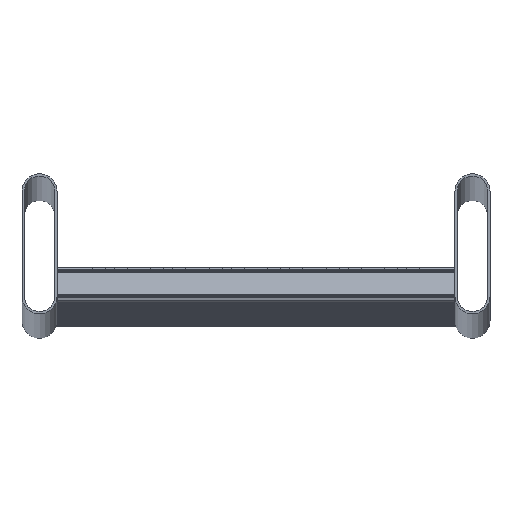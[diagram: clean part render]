
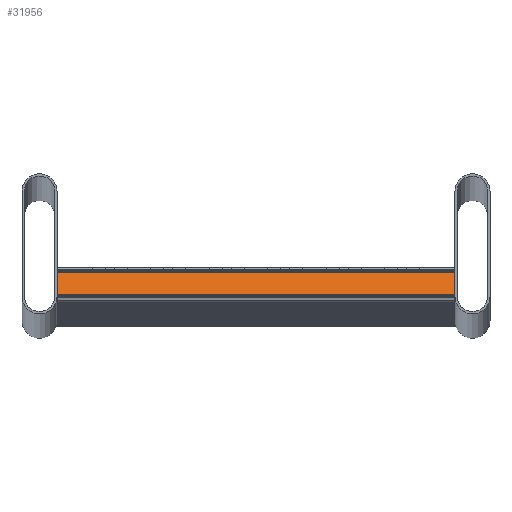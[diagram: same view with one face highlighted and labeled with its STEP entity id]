
A CAD part, top view. The second image highlights one B-rep face of the part: STEP entity #31956.
In plain terms, the highlighted planar face has unit normal (0, 0.314, 0.949).
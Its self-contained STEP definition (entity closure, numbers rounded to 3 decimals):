
#788 = LINE ( 'NONE', #39389, #34772 ) ;
#1706 = CARTESIAN_POINT ( 'NONE',  ( 85., -11.715, 2886.067 ) ) ;
#4199 = CARTESIAN_POINT ( 'NONE',  ( -85., -21.715, 2889.374 ) ) ;
#4745 = LINE ( 'NONE', #35008, #49110 ) ;
#5942 = CARTESIAN_POINT ( 'NONE',  ( 85., -11.715, 2886.067 ) ) ;
#6875 = PLANE ( 'NONE',  #34905 ) ;
#8175 = EDGE_CURVE ( 'NONE', #25001, #16365, #11538, .T. ) ;
#8428 = DIRECTION ( 'NONE',  ( -1., 0., 0. ) ) ;
#11538 = LINE ( 'NONE', #1706, #20532 ) ;
#14917 = ORIENTED_EDGE ( 'NONE', *, *, #19212, .T. ) ;
#15056 = EDGE_CURVE ( 'NONE', #25001, #18759, #4745, .T. ) ;
#16239 = ORIENTED_EDGE ( 'NONE', *, *, #8175, .T. ) ;
#16365 = VERTEX_POINT ( 'NONE', #5942 ) ;
#18702 = CARTESIAN_POINT ( 'NONE',  ( 85., -21.715, 2889.374 ) ) ;
#18759 = VERTEX_POINT ( 'NONE', #4199 ) ;
#19212 = EDGE_CURVE ( 'NONE', #16365, #28106, #788, .T. ) ;
#19325 = ORIENTED_EDGE ( 'NONE', *, *, #40734, .F. ) ;
#19541 = DIRECTION ( 'NONE',  ( 0., 0.949, -0.314 ) ) ;
#19617 = VECTOR ( 'NONE', #45139, 1000. ) ;
#20532 = VECTOR ( 'NONE', #19541, 1000. ) ;
#21340 = EDGE_LOOP ( 'NONE', ( #19325, #26202, #16239, #14917 ) ) ;
#24760 = DIRECTION ( 'NONE',  ( 0., 0.314, 0.949 ) ) ;
#25001 = VERTEX_POINT ( 'NONE', #18702 ) ;
#26202 = ORIENTED_EDGE ( 'NONE', *, *, #15056, .F. ) ;
#28106 = VERTEX_POINT ( 'NONE', #40588 ) ;
#31956 = ADVANCED_FACE ( 'NONE', ( #50698 ), #6875, .T. ) ;
#33266 = CARTESIAN_POINT ( 'NONE',  ( 85., -11.715, 2886.067 ) ) ;
#34772 = VECTOR ( 'NONE', #8428, 1000. ) ;
#34905 = AXIS2_PLACEMENT_3D ( 'NONE', #33266, #24760, #55734 ) ;
#35008 = CARTESIAN_POINT ( 'NONE',  ( 85., -21.715, 2889.374 ) ) ;
#36257 = CARTESIAN_POINT ( 'NONE',  ( -85., -11.715, 2886.067 ) ) ;
#39389 = CARTESIAN_POINT ( 'NONE',  ( 85., -11.715, 2886.067 ) ) ;
#40588 = CARTESIAN_POINT ( 'NONE',  ( -85., -11.715, 2886.067 ) ) ;
#40734 = EDGE_CURVE ( 'NONE', #18759, #28106, #43192, .T. ) ;
#43192 = LINE ( 'NONE', #36257, #19617 ) ;
#43904 = DIRECTION ( 'NONE',  ( -1., 0., 0. ) ) ;
#45139 = DIRECTION ( 'NONE',  ( 0., 0.949, -0.314 ) ) ;
#49110 = VECTOR ( 'NONE', #43904, 1000. ) ;
#50698 = FACE_OUTER_BOUND ( 'NONE', #21340, .T. ) ;
#55734 = DIRECTION ( 'NONE',  ( 0., -0.949, 0.314 ) ) ;
